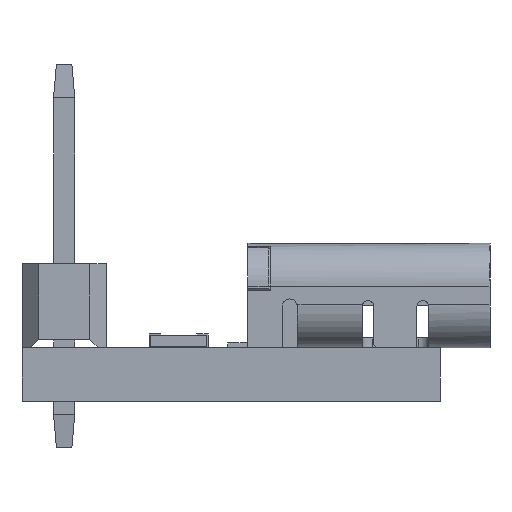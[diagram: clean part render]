
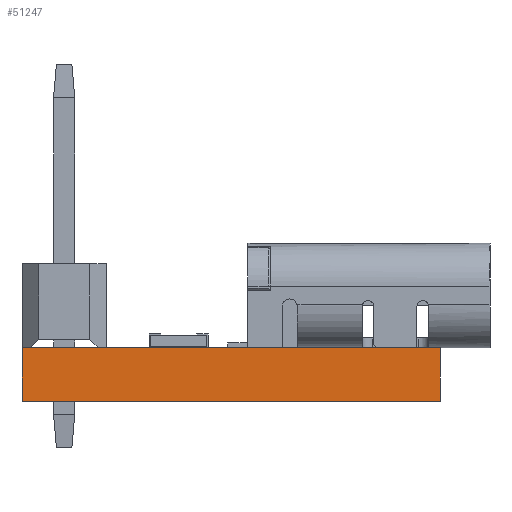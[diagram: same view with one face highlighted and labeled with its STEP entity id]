
A CAD part, left-side view. The second image highlights one B-rep face of the part: STEP entity #51247.
In plain terms, the highlighted free-form (B-spline) face has degree [1, 1] with [2, 2] control points.
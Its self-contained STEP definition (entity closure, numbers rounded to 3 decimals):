
#47155 = VERTEX_POINT('',#47156);
#47156 = CARTESIAN_POINT('',(0.,0.,0.));
#47163 = EDGE_CURVE('',#47164,#47155,#47166,.T.);
#47164 = VERTEX_POINT('',#47165);
#47165 = CARTESIAN_POINT('',(0.,14.982,0.));
#47166 = B_SPLINE_CURVE_WITH_KNOTS('',1,(#47167,#47168),.UNSPECIFIED.,
  .F.,.F.,(2,2),(0.,12.6),.PIECEWISE_BEZIER_KNOTS.);
#47167 = CARTESIAN_POINT('',(0.,14.982,0.));
#47168 = CARTESIAN_POINT('',(0.,0.,0.));
#50788 = VERTEX_POINT('',#50789);
#50789 = CARTESIAN_POINT('',(0.,0.,1.903));
#50804 = VERTEX_POINT('',#50805);
#50805 = CARTESIAN_POINT('',(0.,14.982,1.903));
#50810 = EDGE_CURVE('',#50804,#50788,#50811,.T.);
#50811 = B_SPLINE_CURVE_WITH_KNOTS('',1,(#50812,#50813),.UNSPECIFIED.,
  .F.,.F.,(2,2),(0.,12.6),.PIECEWISE_BEZIER_KNOTS.);
#50812 = CARTESIAN_POINT('',(0.,14.982,1.903));
#50813 = CARTESIAN_POINT('',(0.,0.,1.903));
#51150 = EDGE_CURVE('',#50788,#47155,#51151,.T.);
#51151 = B_SPLINE_CURVE_WITH_KNOTS('',1,(#51152,#51153),.UNSPECIFIED.,
  .F.,.F.,(2,2),(0.,1.6),.PIECEWISE_BEZIER_KNOTS.);
#51152 = CARTESIAN_POINT('',(0.,0.,1.903));
#51153 = CARTESIAN_POINT('',(0.,0.,0.));
#51180 = EDGE_CURVE('',#50804,#47164,#51181,.T.);
#51181 = B_SPLINE_CURVE_WITH_KNOTS('',1,(#51182,#51183),.UNSPECIFIED.,
  .F.,.F.,(2,2),(0.,1.6),.PIECEWISE_BEZIER_KNOTS.);
#51182 = CARTESIAN_POINT('',(0.,14.982,1.903));
#51183 = CARTESIAN_POINT('',(0.,14.982,0.));
#51247 = ADVANCED_FACE('',(#51248),#51254,.F.);
#51248 = FACE_BOUND('',#51249,.T.);
#51249 = EDGE_LOOP('',(#51250,#51251,#51252,#51253));
#51250 = ORIENTED_EDGE('',*,*,#47163,.T.);
#51251 = ORIENTED_EDGE('',*,*,#51150,.F.);
#51252 = ORIENTED_EDGE('',*,*,#50810,.F.);
#51253 = ORIENTED_EDGE('',*,*,#51180,.T.);
#51254 = B_SPLINE_SURFACE_WITH_KNOTS('',1,1,(
    (#51255,#51256)
    ,(#51257,#51258
    )),.UNSPECIFIED.,.F.,.F.,.F.,(2,2),(2,2),(-6.3,6.3),(-1.6,0.),
  .PIECEWISE_BEZIER_KNOTS.);
#51255 = CARTESIAN_POINT('',(0.,0.,0.));
#51256 = CARTESIAN_POINT('',(0.,0.,1.903));
#51257 = CARTESIAN_POINT('',(0.,14.982,0.));
#51258 = CARTESIAN_POINT('',(0.,14.982,1.903));
